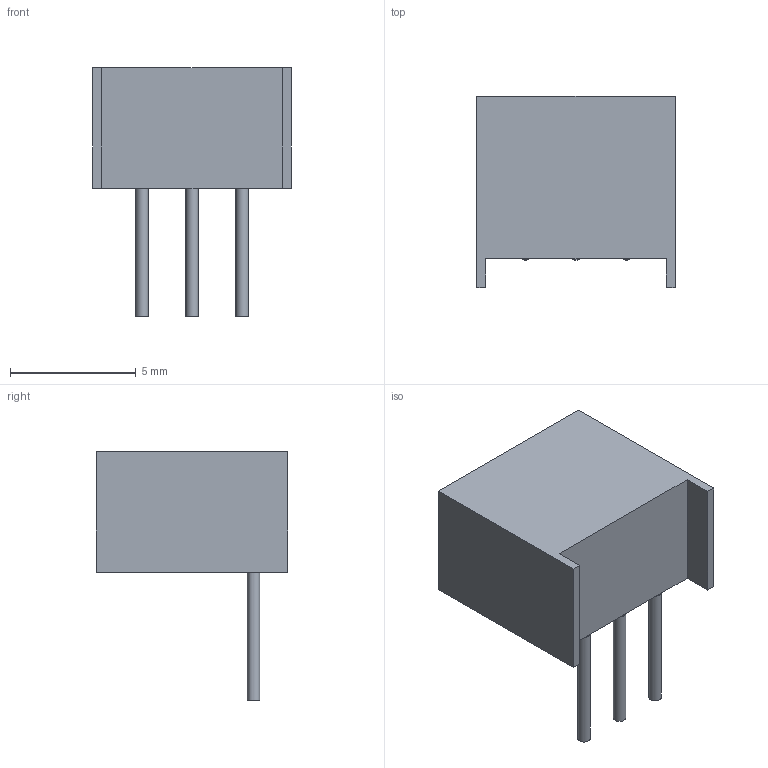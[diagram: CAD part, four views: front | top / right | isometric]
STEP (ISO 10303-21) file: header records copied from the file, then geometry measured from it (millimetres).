
FILE_DESCRIPTION(('FreeCAD Model'),'2;1');
FILE_NAME('637695.1.2.stp','2024-12-03T07:24:51',( 'Author'),(''),'Open CASCADE STEP processor 6.9','FreeCAD','Unknown' );
FILE_SCHEMA(('AUTOMOTIVE_DESIGN { 1 0 10303 214 1 1 1 1 }'));
Length unit declared in the file: millimetre
Products named in the file (3): ASSEMBLY; Body; Leads
Assembly tree (2 placements, depth 2):
  ASSEMBLY
    Body
    Leads
Bounding box: 7.9 x 7.6 x 9.9 mm (x, y, z)
Volume: 251.5 mm3; surface area: 288.6 mm2
Topology: 4 solids, 4 shells, 20 faces, 36 edges, 24 vertices
Faces by surface type: plane 17, cylinder 3
Full cylindrical faces by diameter (mm): 0.5 x3
Entity records: 1034 total; most frequent: DIRECTION 160, CARTESIAN_POINT 155, LINE 96, VECTOR 96, ORIENTED_EDGE 72, PCURVE 72, DEFINITIONAL_REPRESENTATION 72, EDGE_CURVE 36
